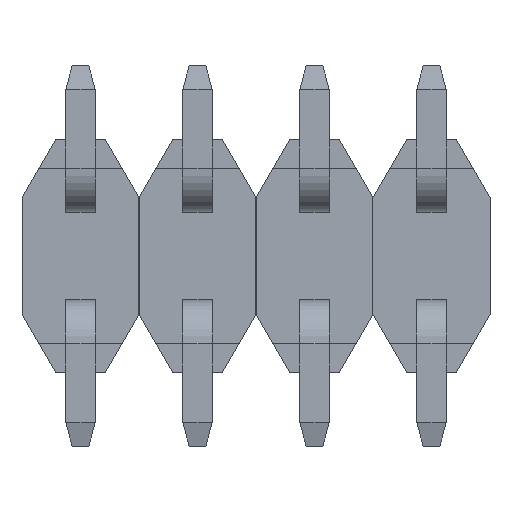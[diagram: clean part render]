
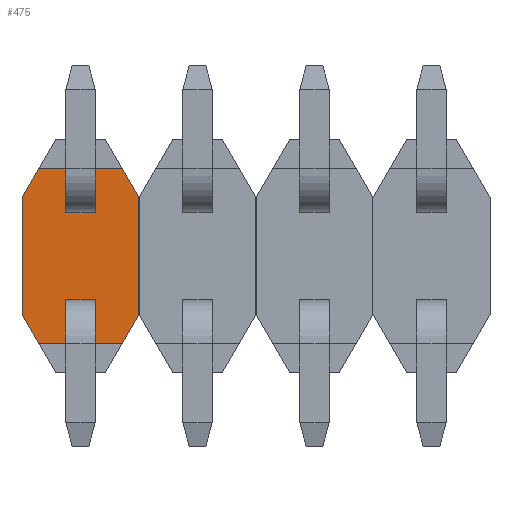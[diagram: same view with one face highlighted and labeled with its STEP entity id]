
A CAD part, front view. The second image highlights one B-rep face of the part: STEP entity #475.
In plain terms, the highlighted planar face has unit normal (0, -1, 0).
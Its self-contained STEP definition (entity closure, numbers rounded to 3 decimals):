
#5 = VERTEX_POINT ( 'NONE', #599 ) ;
#14 = AXIS2_PLACEMENT_3D ( 'NONE', #3213, #2898, #1517 ) ;
#26 = VERTEX_POINT ( 'NONE', #3594 ) ;
#38 = CARTESIAN_POINT ( 'NONE',  ( -2.289, 1., 1.5 ) ) ;
#117 = VERTEX_POINT ( 'NONE', #3101 ) ;
#139 = ORIENTED_EDGE ( 'NONE', *, *, #3659, .T. ) ;
#239 = VERTEX_POINT ( 'NONE', #274 ) ;
#240 = EDGE_CURVE ( 'NONE', #780, #1672, #2053, .T. ) ;
#274 = CARTESIAN_POINT ( 'NONE',  ( -2.75, 1., -1.25 ) ) ;
#301 = LINE ( 'NONE', #3372, #465 ) ;
#311 = ORIENTED_EDGE ( 'NONE', *, *, #885, .F. ) ;
#330 = EDGE_CURVE ( 'NONE', #981, #239, #575, .T. ) ;
#421 = VECTOR ( 'NONE', #438, 1000. ) ;
#438 = DIRECTION ( 'NONE',  ( 0., 0., 1. ) ) ;
#439 = DIRECTION ( 'NONE',  ( -1., 0., 0. ) ) ;
#442 = VERTEX_POINT ( 'NONE', #2644 ) ;
#446 = CARTESIAN_POINT ( 'NONE',  ( -4., 1., -1. ) ) ;
#449 = EDGE_CURVE ( 'NONE', #1587, #780, #1707, .T. ) ;
#465 = VECTOR ( 'NONE', #3043, 1000. ) ;
#475 = ADVANCED_FACE ( 'NONE', ( #2289, #3519, #800 ), #2007, .F. ) ;
#575 = LINE ( 'NONE', #1779, #3416 ) ;
#592 = CARTESIAN_POINT ( 'NONE',  ( -3.25, 1., 1.25 ) ) ;
#595 = LINE ( 'NONE', #1246, #725 ) ;
#599 = CARTESIAN_POINT ( 'NONE',  ( -2.75, 1., -0.75 ) ) ;
#614 = CARTESIAN_POINT ( 'NONE',  ( -2.289, 1., -1.5 ) ) ;
#679 = CARTESIAN_POINT ( 'NONE',  ( -3.711, 1., 1.5 ) ) ;
#694 = CARTESIAN_POINT ( 'NONE',  ( -3.25, 1., 0.75 ) ) ;
#725 = VECTOR ( 'NONE', #3658, 1000. ) ;
#747 = ORIENTED_EDGE ( 'NONE', *, *, #2749, .T. ) ;
#756 = EDGE_LOOP ( 'NONE', ( #747, #2084, #139, #1989, #3549, #1152, #3816, #311 ) ) ;
#780 = VERTEX_POINT ( 'NONE', #795 ) ;
#795 = CARTESIAN_POINT ( 'NONE',  ( -2.75, 1., 1.25 ) ) ;
#800 = FACE_BOUND ( 'NONE', #1014, .T. ) ;
#806 = CARTESIAN_POINT ( 'NONE',  ( -2.577, 1., -2. ) ) ;
#885 = EDGE_CURVE ( 'NONE', #117, #3046, #301, .T. ) ;
#891 = DIRECTION ( 'NONE',  ( 1., 0., 0. ) ) ;
#981 = VERTEX_POINT ( 'NONE', #3334 ) ;
#1001 = EDGE_CURVE ( 'NONE', #2212, #3046, #2205, .T. ) ;
#1014 = EDGE_LOOP ( 'NONE', ( #2682, #3374, #1550, #2068 ) ) ;
#1025 = VECTOR ( 'NONE', #1041, 1000. ) ;
#1041 = DIRECTION ( 'NONE',  ( -0.5, 0., -0.866 ) ) ;
#1069 = EDGE_CURVE ( 'NONE', #5, #442, #1603, .T. ) ;
#1099 = DIRECTION ( 'NONE',  ( 0.5, 0., 0.866 ) ) ;
#1152 = ORIENTED_EDGE ( 'NONE', *, *, #2247, .F. ) ;
#1246 = CARTESIAN_POINT ( 'NONE',  ( -3.25, 1., 1.25 ) ) ;
#1261 = CARTESIAN_POINT ( 'NONE',  ( -3.25, 1., 0.75 ) ) ;
#1266 = LINE ( 'NONE', #3696, #1926 ) ;
#1308 = LINE ( 'NONE', #1953, #421 ) ;
#1317 = DIRECTION ( 'NONE',  ( 0.5, 0., -0.866 ) ) ;
#1362 = CARTESIAN_POINT ( 'NONE',  ( -2., 1., 1. ) ) ;
#1481 = DIRECTION ( 'NONE',  ( 0., 0., 1. ) ) ;
#1492 = DIRECTION ( 'NONE',  ( 1., 0., 0. ) ) ;
#1517 = DIRECTION ( 'NONE',  ( 0., 0., 1. ) ) ;
#1550 = ORIENTED_EDGE ( 'NONE', *, *, #240, .F. ) ;
#1587 = VERTEX_POINT ( 'NONE', #1776 ) ;
#1603 = LINE ( 'NONE', #3103, #3495 ) ;
#1646 = VERTEX_POINT ( 'NONE', #614 ) ;
#1672 = VERTEX_POINT ( 'NONE', #3586 ) ;
#1707 = LINE ( 'NONE', #2022, #3243 ) ;
#1731 = VECTOR ( 'NONE', #3245, 1000. ) ;
#1750 = VERTEX_POINT ( 'NONE', #1261 ) ;
#1776 = CARTESIAN_POINT ( 'NONE',  ( -2.75, 1., 0.75 ) ) ;
#1779 = CARTESIAN_POINT ( 'NONE',  ( -3.25, 1., -1.25 ) ) ;
#1864 = LINE ( 'NONE', #3677, #2924 ) ;
#1899 = ORIENTED_EDGE ( 'NONE', *, *, #2507, .F. ) ;
#1905 = ORIENTED_EDGE ( 'NONE', *, *, #1069, .F. ) ;
#1926 = VECTOR ( 'NONE', #2768, 1000. ) ;
#1953 = CARTESIAN_POINT ( 'NONE',  ( -2., 1., -1. ) ) ;
#1989 = ORIENTED_EDGE ( 'NONE', *, *, #3527, .T. ) ;
#2007 = PLANE ( 'NONE',  #14 ) ;
#2022 = CARTESIAN_POINT ( 'NONE',  ( -2.75, 1., 1.25 ) ) ;
#2051 = VECTOR ( 'NONE', #1317, 1000. ) ;
#2053 = LINE ( 'NONE', #592, #2175 ) ;
#2068 = ORIENTED_EDGE ( 'NONE', *, *, #449, .F. ) ;
#2084 = ORIENTED_EDGE ( 'NONE', *, *, #2172, .T. ) ;
#2171 = DIRECTION ( 'NONE',  ( -0.5, 0., 0.866 ) ) ;
#2172 = EDGE_CURVE ( 'NONE', #26, #1646, #2365, .T. ) ;
#2175 = VECTOR ( 'NONE', #2954, 1000. ) ;
#2205 = LINE ( 'NONE', #2808, #1025 ) ;
#2212 = VERTEX_POINT ( 'NONE', #679 ) ;
#2227 = EDGE_CURVE ( 'NONE', #1672, #1750, #595, .T. ) ;
#2236 = VECTOR ( 'NONE', #1099, 1000. ) ;
#2247 = EDGE_CURVE ( 'NONE', #2212, #3335, #3612, .T. ) ;
#2255 = DIRECTION ( 'NONE',  ( 1., 0., 0. ) ) ;
#2289 = FACE_OUTER_BOUND ( 'NONE', #756, .T. ) ;
#2365 = LINE ( 'NONE', #3592, #1731 ) ;
#2377 = VERTEX_POINT ( 'NONE', #1362 ) ;
#2507 = EDGE_CURVE ( 'NONE', #442, #981, #2606, .T. ) ;
#2534 = VECTOR ( 'NONE', #3864, 1000. ) ;
#2594 = CARTESIAN_POINT ( 'NONE',  ( -2., 1., -1. ) ) ;
#2606 = LINE ( 'NONE', #3174, #2534 ) ;
#2644 = CARTESIAN_POINT ( 'NONE',  ( -3.25, 1., -0.75 ) ) ;
#2682 = ORIENTED_EDGE ( 'NONE', *, *, #3601, .F. ) ;
#2748 = CARTESIAN_POINT ( 'NONE',  ( -4., 1., 1.5 ) ) ;
#2749 = EDGE_CURVE ( 'NONE', #117, #26, #3384, .T. ) ;
#2768 = DIRECTION ( 'NONE',  ( 0., 0., 1. ) ) ;
#2808 = CARTESIAN_POINT ( 'NONE',  ( -3.423, 1., 2. ) ) ;
#2898 = DIRECTION ( 'NONE',  ( 0., 1., 0. ) ) ;
#2924 = VECTOR ( 'NONE', #2171, 1000. ) ;
#2954 = DIRECTION ( 'NONE',  ( -1., 0., 0. ) ) ;
#3043 = DIRECTION ( 'NONE',  ( 0., 0., 1. ) ) ;
#3046 = VERTEX_POINT ( 'NONE', #3430 ) ;
#3101 = CARTESIAN_POINT ( 'NONE',  ( -4., 1., -1. ) ) ;
#3103 = CARTESIAN_POINT ( 'NONE',  ( -3.25, 1., -0.75 ) ) ;
#3161 = ORIENTED_EDGE ( 'NONE', *, *, #330, .F. ) ;
#3174 = CARTESIAN_POINT ( 'NONE',  ( -3.25, 1., -0.75 ) ) ;
#3185 = VECTOR ( 'NONE', #891, 1000. ) ;
#3213 = CARTESIAN_POINT ( 'NONE',  ( -4., 1., 1.5 ) ) ;
#3236 = EDGE_LOOP ( 'NONE', ( #3161, #1899, #1905, #3647 ) ) ;
#3240 = LINE ( 'NONE', #806, #2236 ) ;
#3243 = VECTOR ( 'NONE', #1481, 1000. ) ;
#3245 = DIRECTION ( 'NONE',  ( 1., 0., 0. ) ) ;
#3320 = VERTEX_POINT ( 'NONE', #2594 ) ;
#3334 = CARTESIAN_POINT ( 'NONE',  ( -3.25, 1., -1.25 ) ) ;
#3335 = VERTEX_POINT ( 'NONE', #38 ) ;
#3358 = EDGE_CURVE ( 'NONE', #239, #5, #1266, .T. ) ;
#3372 = CARTESIAN_POINT ( 'NONE',  ( -4., 1., 1.5 ) ) ;
#3374 = ORIENTED_EDGE ( 'NONE', *, *, #2227, .F. ) ;
#3384 = LINE ( 'NONE', #446, #2051 ) ;
#3408 = EDGE_CURVE ( 'NONE', #2377, #3335, #1864, .T. ) ;
#3416 = VECTOR ( 'NONE', #1492, 1000. ) ;
#3422 = LINE ( 'NONE', #694, #3655 ) ;
#3430 = CARTESIAN_POINT ( 'NONE',  ( -4., 1., 1. ) ) ;
#3495 = VECTOR ( 'NONE', #439, 1000. ) ;
#3519 = FACE_BOUND ( 'NONE', #3236, .T. ) ;
#3527 = EDGE_CURVE ( 'NONE', #3320, #2377, #1308, .T. ) ;
#3549 = ORIENTED_EDGE ( 'NONE', *, *, #3408, .T. ) ;
#3586 = CARTESIAN_POINT ( 'NONE',  ( -3.25, 1., 1.25 ) ) ;
#3592 = CARTESIAN_POINT ( 'NONE',  ( -4., 1., -1.5 ) ) ;
#3594 = CARTESIAN_POINT ( 'NONE',  ( -3.711, 1., -1.5 ) ) ;
#3601 = EDGE_CURVE ( 'NONE', #1750, #1587, #3422, .T. ) ;
#3612 = LINE ( 'NONE', #2748, #3185 ) ;
#3647 = ORIENTED_EDGE ( 'NONE', *, *, #3358, .F. ) ;
#3655 = VECTOR ( 'NONE', #2255, 1000. ) ;
#3658 = DIRECTION ( 'NONE',  ( 0., 0., -1. ) ) ;
#3659 = EDGE_CURVE ( 'NONE', #1646, #3320, #3240, .T. ) ;
#3677 = CARTESIAN_POINT ( 'NONE',  ( -2., 1., 1. ) ) ;
#3696 = CARTESIAN_POINT ( 'NONE',  ( -2.75, 1., -0.75 ) ) ;
#3816 = ORIENTED_EDGE ( 'NONE', *, *, #1001, .T. ) ;
#3864 = DIRECTION ( 'NONE',  ( 0., 0., -1. ) ) ;
